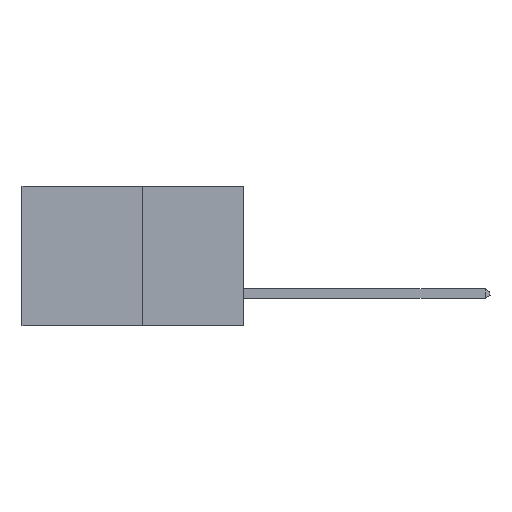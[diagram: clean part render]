
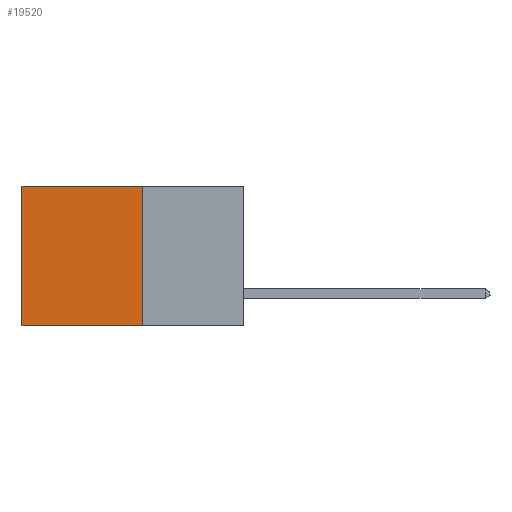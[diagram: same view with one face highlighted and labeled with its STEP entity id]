
A CAD part, left-side view. The second image highlights one B-rep face of the part: STEP entity #19520.
In plain terms, the highlighted planar face has unit normal (-1, 0, 0).
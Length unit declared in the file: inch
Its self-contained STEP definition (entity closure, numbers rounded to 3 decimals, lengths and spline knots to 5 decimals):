
#996 = ORIENTED_EDGE ( 'NONE', *, *, #6145, .T. ) ;
#2316 = CARTESIAN_POINT ( 'NONE',  ( 0.277, 0.27, 0. ) ) ;
#2384 = CARTESIAN_POINT ( 'NONE',  ( 0.277, 0.27, -0.37 ) ) ;
#2598 = PLANE ( 'NONE',  #8710 ) ;
#2657 = CARTESIAN_POINT ( 'NONE',  ( 0.277, 0.59, 0. ) ) ;
#2822 = DIRECTION ( 'NONE',  ( 0., 0., -1. ) ) ;
#2888 = EDGE_CURVE ( 'NONE', #16308, #11949, #15881, .T. ) ;
#2893 = CARTESIAN_POINT ( 'NONE',  ( 0.277, 0.27, -0.37 ) ) ;
#3930 = LINE ( 'NONE', #2316, #16323 ) ;
#3957 = LINE ( 'NONE', #13071, #19368 ) ;
#4818 = EDGE_CURVE ( 'NONE', #11949, #9251, #7678, .T. ) ;
#6145 = EDGE_CURVE ( 'NONE', #15964, #9251, #3957, .T. ) ;
#7306 = EDGE_LOOP ( 'NONE', ( #996, #7345, #8099, #13694 ) ) ;
#7345 = ORIENTED_EDGE ( 'NONE', *, *, #4818, .F. ) ;
#7678 = LINE ( 'NONE', #2384, #19421 ) ;
#8099 = ORIENTED_EDGE ( 'NONE', *, *, #2888, .F. ) ;
#8710 = AXIS2_PLACEMENT_3D ( 'NONE', #16601, #18122, #8895 ) ;
#8895 = DIRECTION ( 'NONE',  ( 0., 0., -1. ) ) ;
#9251 = VERTEX_POINT ( 'NONE', #11138 ) ;
#10034 = CARTESIAN_POINT ( 'NONE',  ( 0.277, 0.27, -0.37 ) ) ;
#10112 = FACE_OUTER_BOUND ( 'NONE', #7306, .T. ) ;
#11138 = CARTESIAN_POINT ( 'NONE',  ( 0.277, 0.59, -0.37 ) ) ;
#11949 = VERTEX_POINT ( 'NONE', #10034 ) ;
#12829 = CARTESIAN_POINT ( 'NONE',  ( 0.277, 0.27, 0. ) ) ;
#13004 = DIRECTION ( 'NONE',  ( 0., 0., -1. ) ) ;
#13071 = CARTESIAN_POINT ( 'NONE',  ( 0.277, 0.59, -0.37 ) ) ;
#13241 = DIRECTION ( 'NONE',  ( 0., 1., 0. ) ) ;
#13694 = ORIENTED_EDGE ( 'NONE', *, *, #15803, .T. ) ;
#15803 = EDGE_CURVE ( 'NONE', #16308, #15964, #3930, .T. ) ;
#15881 = LINE ( 'NONE', #2893, #18933 ) ;
#15964 = VERTEX_POINT ( 'NONE', #2657 ) ;
#16308 = VERTEX_POINT ( 'NONE', #12829 ) ;
#16323 = VECTOR ( 'NONE', #13241, 39.37008 ) ;
#16601 = CARTESIAN_POINT ( 'NONE',  ( 0.277, 0.27, -0.37 ) ) ;
#18122 = DIRECTION ( 'NONE',  ( 1., 0., 0. ) ) ;
#18933 = VECTOR ( 'NONE', #2822, 39.37008 ) ;
#19109 = DIRECTION ( 'NONE',  ( 0., 1., 0. ) ) ;
#19368 = VECTOR ( 'NONE', #13004, 39.37008 ) ;
#19421 = VECTOR ( 'NONE', #19109, 39.37008 ) ;
#19520 = ADVANCED_FACE ( 'NONE', ( #10112 ), #2598, .F. ) ;
